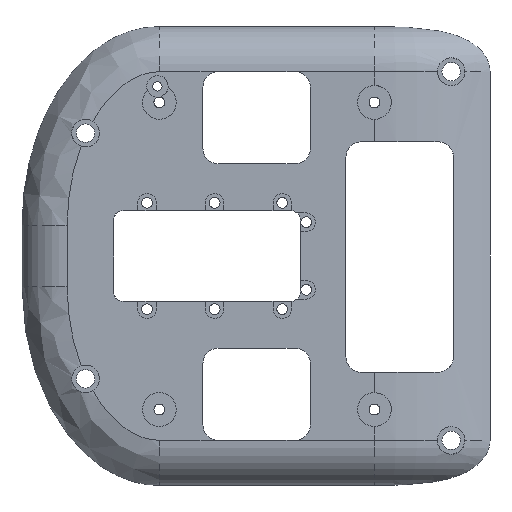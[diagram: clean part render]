
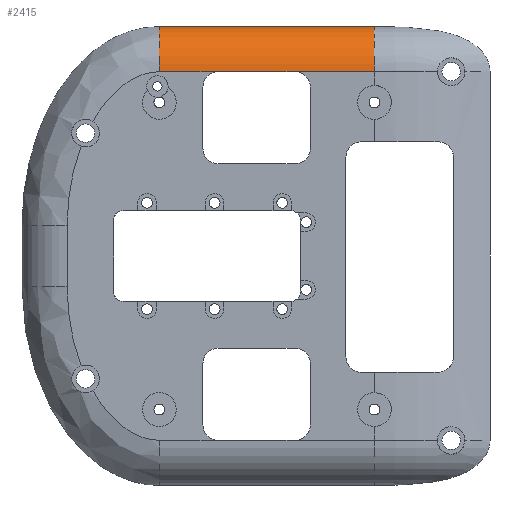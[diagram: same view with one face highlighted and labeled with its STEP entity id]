
A CAD part, left-side view. The second image highlights one B-rep face of the part: STEP entity #2415.
In plain terms, the highlighted cylindrical face has radius 15 mm (diameter 30 mm), a partial arc.
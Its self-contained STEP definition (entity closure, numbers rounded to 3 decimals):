
#256=FACE_OUTER_BOUND('',#402,.T.);
#402=EDGE_LOOP('',(#2181,#2182,#2183,#2184,#2185,#2186));
#442=LINE('',#3485,#649);
#490=LINE('',#3729,#697);
#491=LINE('',#3731,#698);
#623=LINE('',#4727,#830);
#649=VECTOR('',#2805,25.4);
#697=VECTOR('',#2947,25.4);
#698=VECTOR('',#2948,25.4);
#830=VECTOR('',#3356,25.4);
#913=CIRCLE('',#2556,15.);
#929=CIRCLE('',#2583,15.);
#995=VERTEX_POINT('',#3475);
#999=VERTEX_POINT('',#3484);
#1050=VERTEX_POINT('',#3702);
#1053=VERTEX_POINT('',#3730);
#1101=VERTEX_POINT('',#3968);
#1118=VERTEX_POINT('',#4411);
#1248=EDGE_CURVE('',#995,#999,#442,.T.);
#1327=EDGE_CURVE('',#1050,#995,#490,.T.);
#1328=EDGE_CURVE('',#999,#1053,#491,.T.);
#1383=EDGE_CURVE('',#1101,#1050,#913,.T.);
#1412=EDGE_CURVE('',#1118,#1053,#929,.T.);
#1539=EDGE_CURVE('',#1101,#1118,#623,.T.);
#2181=ORIENTED_EDGE('',*,*,#1539,.T.);
#2182=ORIENTED_EDGE('',*,*,#1412,.T.);
#2183=ORIENTED_EDGE('',*,*,#1328,.F.);
#2184=ORIENTED_EDGE('',*,*,#1248,.F.);
#2185=ORIENTED_EDGE('',*,*,#1327,.F.);
#2186=ORIENTED_EDGE('',*,*,#1383,.F.);
#2297=CYLINDRICAL_SURFACE('',#2670,15.);
#2415=ADVANCED_FACE('',(#256),#2297,.T.);
#2556=AXIS2_PLACEMENT_3D('',#3987,#3022,#3023);
#2583=AXIS2_PLACEMENT_3D('',#4412,#3082,#3083);
#2670=AXIS2_PLACEMENT_3D('',#4726,#3354,#3355);
#2805=DIRECTION('',(0.,1.,0.));
#2947=DIRECTION('',(0.,1.,0.));
#2948=DIRECTION('',(0.,1.,0.));
#3022=DIRECTION('center_axis',(0.,-1.,0.));
#3023=DIRECTION('ref_axis',(0.,0.,1.));
#3082=DIRECTION('center_axis',(0.,-1.,0.));
#3083=DIRECTION('ref_axis',(-0.2,0.,0.98));
#3354=DIRECTION('center_axis',(0.,-1.,0.));
#3355=DIRECTION('ref_axis',(-0.707,0.,0.707));
#3356=DIRECTION('',(0.,1.,0.));
#3475=CARTESIAN_POINT('',(56.342,148.424,-82.626));
#3484=CARTESIAN_POINT('',(56.342,173.424,-82.626));
#3485=CARTESIAN_POINT('',(56.342,147.615,-82.626));
#3702=CARTESIAN_POINT('',(56.342,122.615,-82.626));
#3729=CARTESIAN_POINT('',(56.342,147.615,-82.626));
#3730=CARTESIAN_POINT('',(56.342,192.615,-82.626));
#3731=CARTESIAN_POINT('',(56.342,147.615,-82.626));
#3968=CARTESIAN_POINT('',(68.342,122.615,-67.929));
#3987=CARTESIAN_POINT('Origin',(71.342,122.615,-82.626));
#4411=CARTESIAN_POINT('',(68.342,192.615,-67.929));
#4412=CARTESIAN_POINT('Origin',(71.342,192.615,-82.626));
#4726=CARTESIAN_POINT('Origin',(71.342,147.615,-82.626));
#4727=CARTESIAN_POINT('',(68.342,147.615,-67.929));
